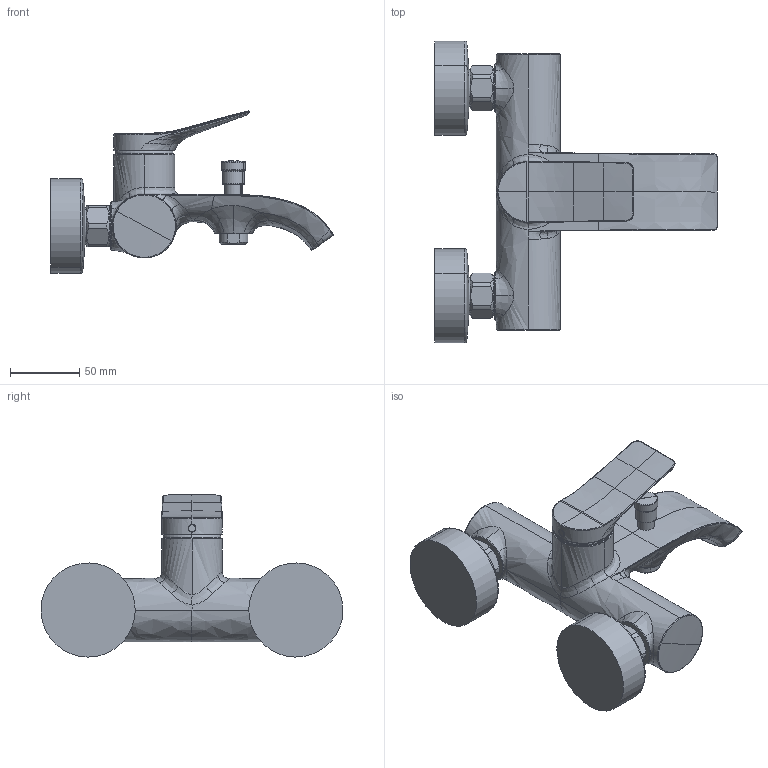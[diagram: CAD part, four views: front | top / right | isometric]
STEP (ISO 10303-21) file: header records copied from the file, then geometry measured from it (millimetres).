
FILE_DESCRIPTION(('3DEXPERIENCE STEP','CAx-IF Rec.Pracs.--- Model Styling and Organization---1.5--- 2016-08-15','CAx-IF Rec.Pracs.---Supplemental Geometry---1.0---2011-11-01','CAx-IF Rec.Pracs.--- Composite Materials ---3.4---2017-06-13','CAx-IF Rec.Pracs.---Tessellated 3D Geometry---1.0---2015-12-17'),'2;1');
FILE_NAME('prd-HG-00763431.stp','2024-07-16T13:48:25+00:00',('none'),('none'),'3DEXPERIENCE Platform3DEXPERIENCE R2023x HotFix 5','3DEXPERIENCE Platform STEP AP242 v2','none');
FILE_SCHEMA(('AP242_MANAGED_MODEL_BASED_3D_ENGINEERING_MIM_LF {1 0 10303 442 1 1 4}'));
Products named in the file (15): P-2_HG_Vivenis_Wannenmischer_AP; ISO_4026_M3x12_A2_Hexagon_flat_point; P-2_GK_WAPM_Redesign_Vivenis; V5_Griffstopfen_KHM_M54; V5_Sichthuelse_UV20; V5_P_2_Zugknopf_UV20; V5_P_2_Rosette_M35XS_WTM_VHG; V5_P_2_Griff_WTM_M35XS_Metris_E3; V5_P_2_Ueberwurfmutter_G3/4_(R02); V5_P_2_Wandrosette_WAP/DAP_2001_(R03); V5_P_2_S-Anschluss(G3/4-G1/2-6mm)_18mm_lang; V5_P_2_Schraubnippel_WAP/DAP_Talis_neu; V5_P_2_Umstellventil_UV20; V5_P_2_Gehaeuseunterteil_UV20; LIM_SR_PL-RC-40x10_C_dunkelgrau
Assembly tree (18 placements, depth 3):
  P-2_HG_Vivenis_Wannenmischer_AP
    ISO_4026_M3x12_A2_Hexagon_flat_point
    P-2_GK_WAPM_Redesign_Vivenis
    V5_Griffstopfen_KHM_M54
    V5_Sichthuelse_UV20
    V5_P_2_Zugknopf_UV20
    V5_P_2_Rosette_M35XS_WTM_VHG
    V5_P_2_Griff_WTM_M35XS_Metris_E3
    V5_P_2_Ueberwurfmutter_G3/4_(R02)  x2
    V5_P_2_Wandrosette_WAP/DAP_2001_(R03)  x2
    V5_P_2_S-Anschluss(G3/4-G1/2-6mm)_18mm_lang  x2
    V5_P_2_Schraubnippel_WAP/DAP_Talis_neu  x2
    V5_P_2_Umstellventil_UV20
      V5_P_2_Gehaeuseunterteil_UV20
    LIM_SR_PL-RC-40x10_C_dunkelgrau
Bounding box: 204.02 x 217.98 x 117.14 mm (x, y, z)
Volume: 766466.6 mm3; surface area: 115641.8 mm2
Topology: 20 solids, 33 shells, 3001 faces, 7244 edges, 4394 vertices
Faces by surface type: bspline 1419, plane 726, torus 357, cylinder 347, cone 76, sphere 58, revolution 18
Entity records: 111356 total; most frequent: CARTESIAN_POINT 57058, ORIENTED_EDGE 14196, EDGE_CURVE 7098, DIRECTION 5838, VERTEX_POINT 4340, B_SPLINE_CURVE_WITH_KNOTS 3630, EDGE_LOOP 3118, ADVANCED_FACE 2962
